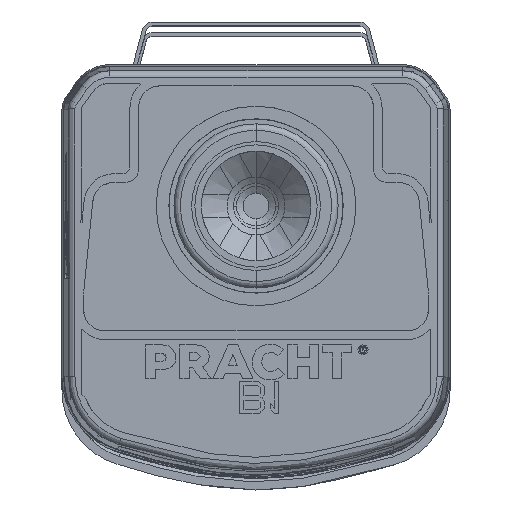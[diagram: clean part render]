
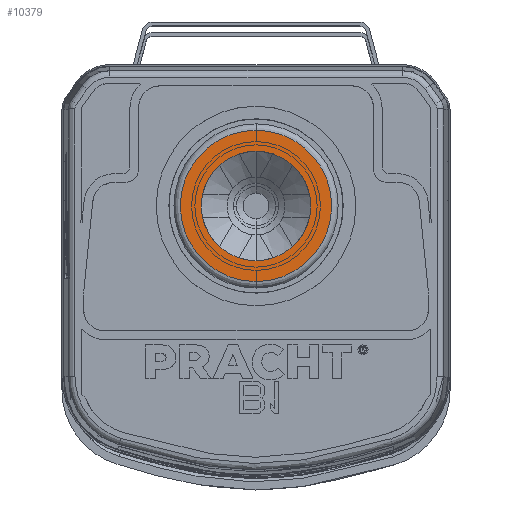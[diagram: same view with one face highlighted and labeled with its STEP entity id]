
A CAD part, top view. The second image highlights one B-rep face of the part: STEP entity #10379.
In plain terms, the highlighted face is planar.
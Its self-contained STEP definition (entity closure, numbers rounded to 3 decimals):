
#3894 = DIRECTION ( 'NONE',  ( 0., 1., 0. ) ) ;
#5069 = DIRECTION ( 'NONE',  ( -1., 0., -0.012 ) ) ;
#8434 = CIRCLE ( 'NONE', #43763, 8.5 ) ;
#10379 = ADVANCED_FACE ( 'NONE', ( #43844, #12453 ), #42936, .T. ) ;
#10413 = ORIENTED_EDGE ( 'NONE', *, *, #57855, .F. ) ;
#12368 = VERTEX_POINT ( 'NONE', #57753 ) ;
#12453 = FACE_OUTER_BOUND ( 'NONE', #30292, .T. ) ;
#12876 = CARTESIAN_POINT ( 'NONE',  ( 0., 0., 0. ) ) ;
#18627 = CARTESIAN_POINT ( 'NONE',  ( 0., 0., 0. ) ) ;
#18966 = EDGE_LOOP ( 'NONE', ( #43808, #55872 ) ) ;
#19777 = VERTEX_POINT ( 'NONE', #42001 ) ;
#22441 = CARTESIAN_POINT ( 'NONE',  ( -8.5, 0., 0. ) ) ;
#22480 = CARTESIAN_POINT ( 'NONE',  ( 0., 0., 0. ) ) ;
#23091 = DIRECTION ( 'NONE',  ( 0., 1., 0. ) ) ;
#26026 = AXIS2_PLACEMENT_3D ( 'NONE', #46022, #28686, #5069 ) ;
#26946 = DIRECTION ( 'NONE',  ( 1., 0., 0.012 ) ) ;
#28174 = DIRECTION ( 'NONE',  ( -1., 0., 0. ) ) ;
#28674 = EDGE_CURVE ( 'NONE', #49609, #12368, #31840, .T. ) ;
#28686 = DIRECTION ( 'NONE',  ( 0., -1., 0. ) ) ;
#30292 = EDGE_LOOP ( 'NONE', ( #10413, #51762 ) ) ;
#30297 = AXIS2_PLACEMENT_3D ( 'NONE', #30703, #33999, #54873 ) ;
#30703 = CARTESIAN_POINT ( 'NONE',  ( 0., 0., 0. ) ) ;
#30889 = CARTESIAN_POINT ( 'NONE',  ( -11.75, 0., 0. ) ) ;
#31840 = CIRCLE ( 'NONE', #36601, 8.5 ) ;
#33999 = DIRECTION ( 'NONE',  ( 0., 1., 0. ) ) ;
#34271 = EDGE_CURVE ( 'NONE', #12368, #49609, #8434, .T. ) ;
#36601 = AXIS2_PLACEMENT_3D ( 'NONE', #18627, #23091, #28174 ) ;
#40355 = DIRECTION ( 'NONE',  ( 1., 0., 0. ) ) ;
#42001 = CARTESIAN_POINT ( 'NONE',  ( 11.75, 0., 0. ) ) ;
#42936 = PLANE ( 'NONE',  #30297 ) ;
#43006 = EDGE_CURVE ( 'NONE', #48469, #19777, #52853, .T. ) ;
#43763 = AXIS2_PLACEMENT_3D ( 'NONE', #12876, #3894, #40355 ) ;
#43808 = ORIENTED_EDGE ( 'NONE', *, *, #28674, .F. ) ;
#43844 = FACE_BOUND ( 'NONE', #18966, .T. ) ;
#45842 = AXIS2_PLACEMENT_3D ( 'NONE', #22480, #58934, #26946 ) ;
#46022 = CARTESIAN_POINT ( 'NONE',  ( 0., 0., 0. ) ) ;
#48469 = VERTEX_POINT ( 'NONE', #30889 ) ;
#49609 = VERTEX_POINT ( 'NONE', #22441 ) ;
#51762 = ORIENTED_EDGE ( 'NONE', *, *, #43006, .F. ) ;
#52853 = CIRCLE ( 'NONE', #26026, 11.75 ) ;
#54873 = DIRECTION ( 'NONE',  ( 1., 0., 0. ) ) ;
#55872 = ORIENTED_EDGE ( 'NONE', *, *, #34271, .F. ) ;
#57259 = CIRCLE ( 'NONE', #45842, 11.75 ) ;
#57753 = CARTESIAN_POINT ( 'NONE',  ( 8.5, 0., 0. ) ) ;
#57855 = EDGE_CURVE ( 'NONE', #19777, #48469, #57259, .T. ) ;
#58934 = DIRECTION ( 'NONE',  ( 0., -1., 0. ) ) ;
